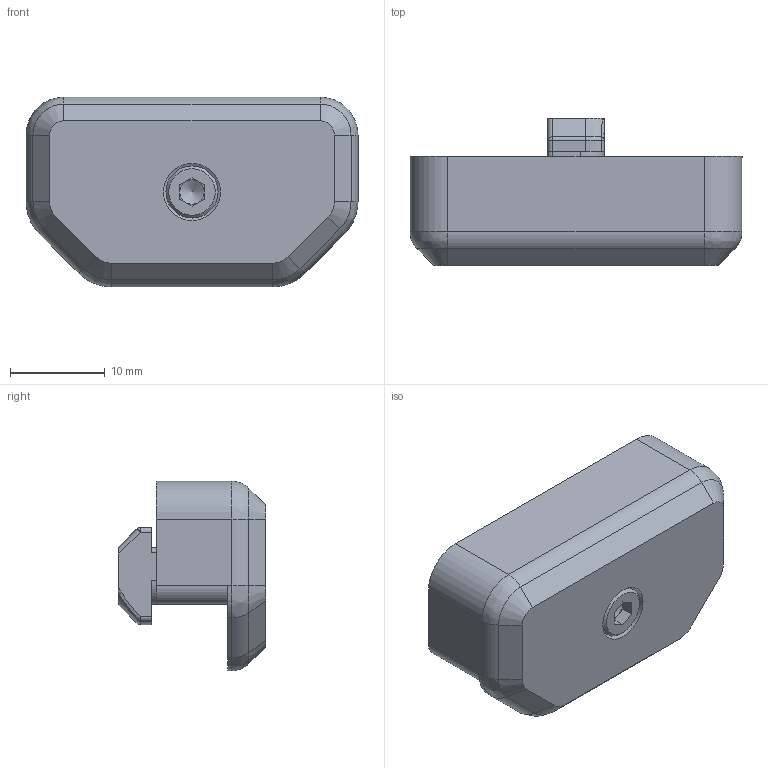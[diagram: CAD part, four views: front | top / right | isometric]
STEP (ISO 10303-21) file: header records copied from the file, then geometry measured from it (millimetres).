
FILE_DESCRIPTION(/* description */ (''),/* implementation_level */ '2;1');
FILE_NAME(/* name */ 'midspan_clip.step',/* time_stamp */ '2022-03-09T14:21:14+01:00',/* author */ (''),/* organization */ (''),/* preprocessor_version */ 'ST-DEVELOPER v18.1',/* originating_system */ 'Autodesk Translation Framework v10.13.0.1454',/* authorisation */ '');
FILE_SCHEMA (('AUTOMOTIVE_DESIGN { 1 0 10303 214 3 1 1 }'));
Length unit declared in the file: millimetre
Products named in the file (3): midspan_clip_6mm (6); M3x12 SHCS (60); M3 Hammerhead T-Nut (56)
Assembly tree (2 placements, depth 2):
  midspan_clip_6mm (6)
    M3x12 SHCS (60)
    M3 Hammerhead T-Nut (56)
Bounding box: 35 x 15.5 x 20 mm (x, y, z)
Volume: 3194.6 mm3; surface area: 3584.6 mm2
Topology: 3 solids, 3 shells, 146 faces, 354 edges, 216 vertices
Faces by surface type: plane 57, cylinder 50, cone 18, bspline 10, torus 7, sphere 4
Full cylindrical faces by diameter (mm): 3 x2, 3.4 x1, 5.5 x1, 6 x1
Entity records: 4502 total; most frequent: CARTESIAN_POINT 910, DIRECTION 780, ORIENTED_EDGE 710, EDGE_CURVE 355, AXIS2_PLACEMENT_3D 292, VERTEX_POINT 216, LINE 196, VECTOR 196
